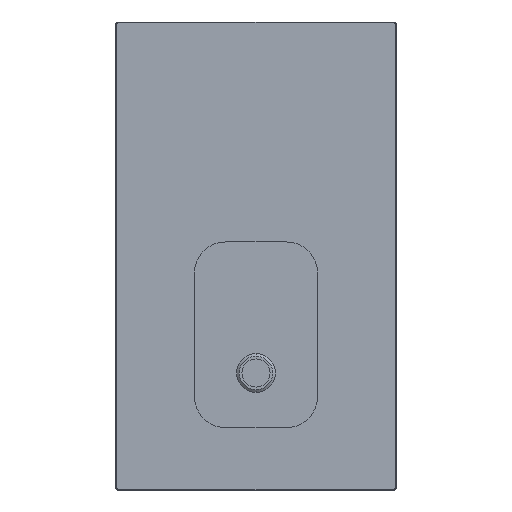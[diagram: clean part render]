
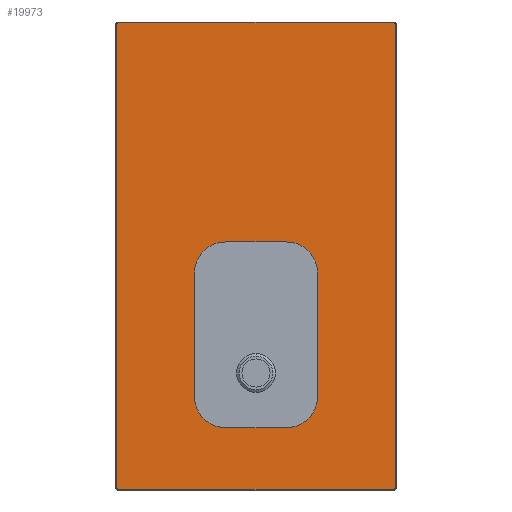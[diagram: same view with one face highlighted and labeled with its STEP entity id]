
A CAD part, front view. The second image highlights one B-rep face of the part: STEP entity #19973.
In plain terms, the highlighted planar face has unit normal (0, -1, 0).
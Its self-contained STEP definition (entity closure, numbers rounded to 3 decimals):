
#19566=DIRECTION('',(-1.,0.,0.));
#19567=VECTOR('',#19566,194.811);
#19568=CARTESIAN_POINT('',(97.405,-40.,420.169));
#19569=LINE('',#19568,#19567);
#19570=CARTESIAN_POINT('',(-97.405,-40.,320.169));
#19571=DIRECTION('',(0.,-1.,0.));
#19572=DIRECTION('',(0.,0.,1.));
#19573=AXIS2_PLACEMENT_3D('',#19570,#19571,#19572);
#19575=DIRECTION('',(0.,0.,-1.));
#19576=VECTOR('',#19575,395.24);
#19577=CARTESIAN_POINT('',(-197.405,-40.,320.169));
#19578=LINE('',#19577,#19576);
#19579=CARTESIAN_POINT('',(-97.405,-40.,-75.071));
#19580=DIRECTION('',(0.,-1.,0.));
#19581=DIRECTION('',(-1.,0.,0.));
#19582=AXIS2_PLACEMENT_3D('',#19579,#19580,#19581);
#19584=DIRECTION('',(1.,0.,0.));
#19585=VECTOR('',#19584,194.811);
#19586=CARTESIAN_POINT('',(-97.405,-40.,-175.071));
#19587=LINE('',#19586,#19585);
#19588=CARTESIAN_POINT('',(97.405,-40.,-75.071));
#19589=DIRECTION('',(0.,-1.,0.));
#19590=DIRECTION('',(0.,0.,-1.));
#19591=AXIS2_PLACEMENT_3D('',#19588,#19589,#19590);
#19593=DIRECTION('',(0.,0.,1.));
#19594=VECTOR('',#19593,395.24);
#19595=CARTESIAN_POINT('',(197.405,-40.,-75.071));
#19596=LINE('',#19595,#19594);
#19597=CARTESIAN_POINT('',(97.405,-40.,320.169));
#19598=DIRECTION('',(0.,-1.,0.));
#19599=DIRECTION('',(1.,0.,0.));
#19600=AXIS2_PLACEMENT_3D('',#19597,#19598,#19599);
#19606=CARTESIAN_POINT('',(443.,-40.,1118.));
#19607=DIRECTION('',(0.,-1.,0.));
#19608=DIRECTION('',(1.,0.,0.));
#19609=AXIS2_PLACEMENT_3D('',#19606,#19607,#19608);
#19615=DIRECTION('',(0.,0.,1.));
#19616=VECTOR('',#19615,1486.);
#19617=CARTESIAN_POINT('',(446.8,-40.,-368.));
#19618=LINE('',#19617,#19616);
#19623=CARTESIAN_POINT('',(443.,-40.,-368.));
#19624=DIRECTION('',(0.,-1.,0.));
#19625=DIRECTION('',(0.,0.,-1.));
#19626=AXIS2_PLACEMENT_3D('',#19623,#19624,#19625);
#19632=DIRECTION('',(1.,0.,0.));
#19633=VECTOR('',#19632,886.);
#19634=CARTESIAN_POINT('',(-443.,-40.,-371.8));
#19635=LINE('',#19634,#19633);
#19640=CARTESIAN_POINT('',(-443.,-40.,-368.));
#19641=DIRECTION('',(0.,-1.,0.));
#19642=DIRECTION('',(-1.,0.,0.));
#19643=AXIS2_PLACEMENT_3D('',#19640,#19641,#19642);
#19649=DIRECTION('',(0.,0.,-1.));
#19650=VECTOR('',#19649,1486.);
#19651=CARTESIAN_POINT('',(-446.8,-40.,1118.));
#19652=LINE('',#19651,#19650);
#19657=CARTESIAN_POINT('',(-443.,-40.,1118.));
#19658=DIRECTION('',(0.,-1.,0.));
#19659=DIRECTION('',(0.,0.,1.));
#19660=AXIS2_PLACEMENT_3D('',#19657,#19658,#19659);
#19666=DIRECTION('',(-1.,0.,0.));
#19667=VECTOR('',#19666,886.);
#19668=CARTESIAN_POINT('',(443.,-40.,1121.8));
#19669=LINE('',#19668,#19667);
#19686=CARTESIAN_POINT('',(446.8,-40.,1118.));
#19687=VERTEX_POINT('',#19686);
#19688=CARTESIAN_POINT('',(443.,-40.,1121.8));
#19689=VERTEX_POINT('',#19688);
#19690=CARTESIAN_POINT('',(-443.,-40.,1121.8));
#19691=VERTEX_POINT('',#19690);
#19692=CARTESIAN_POINT('',(-446.8,-40.,1118.));
#19693=VERTEX_POINT('',#19692);
#19694=CARTESIAN_POINT('',(-446.8,-40.,-368.));
#19695=VERTEX_POINT('',#19694);
#19696=CARTESIAN_POINT('',(-443.,-40.,-371.8));
#19697=VERTEX_POINT('',#19696);
#19698=CARTESIAN_POINT('',(443.,-40.,-371.8));
#19699=VERTEX_POINT('',#19698);
#19700=CARTESIAN_POINT('',(446.8,-40.,-368.));
#19701=VERTEX_POINT('',#19700);
#19710=CARTESIAN_POINT('',(97.405,-40.,420.169));
#19711=CARTESIAN_POINT('',(-97.405,-40.,420.169));
#19712=VERTEX_POINT('',#19710);
#19713=VERTEX_POINT('',#19711);
#19714=CARTESIAN_POINT('',(-197.405,-40.,320.169));
#19715=VERTEX_POINT('',#19714);
#19716=CARTESIAN_POINT('',(-197.405,-40.,-75.071));
#19717=VERTEX_POINT('',#19716);
#19718=CARTESIAN_POINT('',(-97.405,-40.,-175.071));
#19719=VERTEX_POINT('',#19718);
#19720=CARTESIAN_POINT('',(97.405,-40.,-175.071));
#19721=VERTEX_POINT('',#19720);
#19722=CARTESIAN_POINT('',(197.405,-40.,-75.071));
#19723=VERTEX_POINT('',#19722);
#19724=CARTESIAN_POINT('',(197.405,-40.,320.169));
#19725=VERTEX_POINT('',#19724);
#19940=CARTESIAN_POINT('',(0.,-40.,0.));
#19941=DIRECTION('',(0.,1.,0.));
#19942=DIRECTION('',(0.,0.,-1.));
#19943=AXIS2_PLACEMENT_3D('',#19940,#19941,#19942);
#19944=PLANE('',#19943);
#19946=ORIENTED_EDGE('',*,*,#19945,.F.);
#19948=ORIENTED_EDGE('',*,*,#19947,.F.);
#19950=ORIENTED_EDGE('',*,*,#19949,.F.);
#19952=ORIENTED_EDGE('',*,*,#19951,.F.);
#19954=ORIENTED_EDGE('',*,*,#19953,.F.);
#19956=ORIENTED_EDGE('',*,*,#19955,.F.);
#19958=ORIENTED_EDGE('',*,*,#19957,.F.);
#19960=ORIENTED_EDGE('',*,*,#19959,.F.);
#19961=EDGE_LOOP('',(#19946,#19948,#19950,#19952,#19954,#19956,#19958,#19960));
#19962=FACE_OUTER_BOUND('',#19961,.F.);
#19963=ORIENTED_EDGE('',*,*,#19836,.T.);
#19964=ORIENTED_EDGE('',*,*,#19851,.T.);
#19965=ORIENTED_EDGE('',*,*,#19865,.T.);
#19966=ORIENTED_EDGE('',*,*,#19879,.T.);
#19967=ORIENTED_EDGE('',*,*,#19893,.T.);
#19968=ORIENTED_EDGE('',*,*,#19907,.T.);
#19969=ORIENTED_EDGE('',*,*,#19921,.T.);
#19970=ORIENTED_EDGE('',*,*,#19934,.T.);
#19971=EDGE_LOOP('',(#19963,#19964,#19965,#19966,#19967,#19968,#19969,#19970));
#19972=FACE_BOUND('',#19971,.F.);
#19973=ADVANCED_FACE('',(#19962,#19972),#19944,.F.);
#19574=CIRCLE('',#19573,100.);
#19583=CIRCLE('',#19582,100.);
#19592=CIRCLE('',#19591,100.);
#19601=CIRCLE('',#19600,100.);
#19610=CIRCLE('',#19609,3.8);
#19627=CIRCLE('',#19626,3.8);
#19644=CIRCLE('',#19643,3.8);
#19661=CIRCLE('',#19660,3.8);
#19836=EDGE_CURVE('',#19712,#19713,#19569,.T.);
#19851=EDGE_CURVE('',#19713,#19715,#19574,.T.);
#19865=EDGE_CURVE('',#19715,#19717,#19578,.T.);
#19879=EDGE_CURVE('',#19717,#19719,#19583,.T.);
#19893=EDGE_CURVE('',#19719,#19721,#19587,.T.);
#19907=EDGE_CURVE('',#19721,#19723,#19592,.T.);
#19921=EDGE_CURVE('',#19723,#19725,#19596,.T.);
#19934=EDGE_CURVE('',#19725,#19712,#19601,.T.);
#19945=EDGE_CURVE('',#19687,#19689,#19610,.T.);
#19947=EDGE_CURVE('',#19701,#19687,#19618,.T.);
#19949=EDGE_CURVE('',#19699,#19701,#19627,.T.);
#19951=EDGE_CURVE('',#19697,#19699,#19635,.T.);
#19953=EDGE_CURVE('',#19695,#19697,#19644,.T.);
#19955=EDGE_CURVE('',#19693,#19695,#19652,.T.);
#19957=EDGE_CURVE('',#19691,#19693,#19661,.T.);
#19959=EDGE_CURVE('',#19689,#19691,#19669,.T.);
